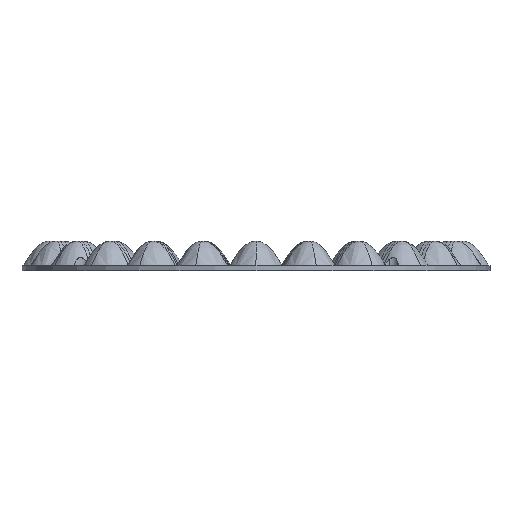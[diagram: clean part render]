
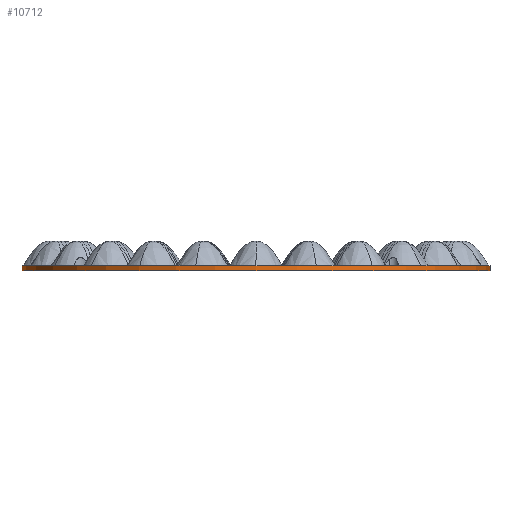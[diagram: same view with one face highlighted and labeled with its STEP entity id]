
A CAD part, front view. The second image highlights one B-rep face of the part: STEP entity #10712.
In plain terms, the highlighted cylindrical face has radius 43 mm (diameter 86 mm), a full revolution.
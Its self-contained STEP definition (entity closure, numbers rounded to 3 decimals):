
#81 = PLANE('',#82);
#82 = AXIS2_PLACEMENT_3D('',#83,#84,#85);
#83 = CARTESIAN_POINT('',(0.,0.,0.));
#84 = DIRECTION('',(0.,0.,1.));
#85 = DIRECTION('',(1.,0.,0.));
#2197 = EDGE_CURVE('',#2198,#2198,#2200,.T.);
#2198 = VERTEX_POINT('',#2199);
#2199 = CARTESIAN_POINT('',(43.,0.,0.));
#2200 = SURFACE_CURVE('',#2201,(#2206,#2213),.PCURVE_S1.);
#2201 = CIRCLE('',#2202,43.);
#2202 = AXIS2_PLACEMENT_3D('',#2203,#2204,#2205);
#2203 = CARTESIAN_POINT('',(0.,0.,0.));
#2204 = DIRECTION('',(0.,0.,1.));
#2205 = DIRECTION('',(1.,0.,0.));
#2206 = PCURVE('',#81,#2207);
#2207 = DEFINITIONAL_REPRESENTATION('',(#2208),#2212);
#2208 = CIRCLE('',#2209,43.);
#2209 = AXIS2_PLACEMENT_2D('',#2210,#2211);
#2210 = CARTESIAN_POINT('',(0.,0.));
#2211 = DIRECTION('',(1.,0.));
#2212 = ( GEOMETRIC_REPRESENTATION_CONTEXT(2) 
PARAMETRIC_REPRESENTATION_CONTEXT() REPRESENTATION_CONTEXT('2D SPACE',''
  ) );
#2213 = PCURVE('',#2214,#2219);
#2214 = CYLINDRICAL_SURFACE('',#2215,43.);
#2215 = AXIS2_PLACEMENT_3D('',#2216,#2217,#2218);
#2216 = CARTESIAN_POINT('',(0.,0.,0.));
#2217 = DIRECTION('',(0.,0.,1.));
#2218 = DIRECTION('',(1.,0.,0.));
#2219 = DEFINITIONAL_REPRESENTATION('',(#2220),#2224);
#2220 = LINE('',#2221,#2222);
#2221 = CARTESIAN_POINT('',(0.,0.));
#2222 = VECTOR('',#2223,1.);
#2223 = DIRECTION('',(1.,0.));
#2224 = ( GEOMETRIC_REPRESENTATION_CONTEXT(2) 
PARAMETRIC_REPRESENTATION_CONTEXT() REPRESENTATION_CONTEXT('2D SPACE',''
  ) );
#10593 = PLANE('',#10594);
#10594 = AXIS2_PLACEMENT_3D('',#10595,#10596,#10597);
#10595 = CARTESIAN_POINT('',(0.,0.,-1.)
  );
#10596 = DIRECTION('',(0.,0.,1.));
#10597 = DIRECTION('',(1.,0.,0.));
#10712 = ADVANCED_FACE('',(#10713),#2214,.T.);
#10713 = FACE_BOUND('',#10714,.T.);
#10714 = EDGE_LOOP('',(#10715,#10738,#10760,#10761));
#10715 = ORIENTED_EDGE('',*,*,#10716,.T.);
#10716 = EDGE_CURVE('',#2198,#10717,#10719,.T.);
#10717 = VERTEX_POINT('',#10718);
#10718 = CARTESIAN_POINT('',(43.,0.,-1.));
#10719 = SEAM_CURVE('',#10720,(#10724,#10731),.PCURVE_S1.);
#10720 = LINE('',#10721,#10722);
#10721 = CARTESIAN_POINT('',(43.,0.,0.));
#10722 = VECTOR('',#10723,1.);
#10723 = DIRECTION('',(-0.,-0.,-1.));
#10724 = PCURVE('',#2214,#10725);
#10725 = DEFINITIONAL_REPRESENTATION('',(#10726),#10730);
#10726 = LINE('',#10727,#10728);
#10727 = CARTESIAN_POINT('',(0.,0.));
#10728 = VECTOR('',#10729,1.);
#10729 = DIRECTION('',(0.,-1.));
#10730 = ( GEOMETRIC_REPRESENTATION_CONTEXT(2) 
PARAMETRIC_REPRESENTATION_CONTEXT() REPRESENTATION_CONTEXT('2D SPACE',''
  ) );
#10731 = PCURVE('',#2214,#10732);
#10732 = DEFINITIONAL_REPRESENTATION('',(#10733),#10737);
#10733 = LINE('',#10734,#10735);
#10734 = CARTESIAN_POINT('',(6.283,0.));
#10735 = VECTOR('',#10736,1.);
#10736 = DIRECTION('',(0.,-1.));
#10737 = ( GEOMETRIC_REPRESENTATION_CONTEXT(2) 
PARAMETRIC_REPRESENTATION_CONTEXT() REPRESENTATION_CONTEXT('2D SPACE',''
  ) );
#10738 = ORIENTED_EDGE('',*,*,#10739,.T.);
#10739 = EDGE_CURVE('',#10717,#10717,#10740,.T.);
#10740 = SURFACE_CURVE('',#10741,(#10746,#10753),.PCURVE_S1.);
#10741 = CIRCLE('',#10742,43.);
#10742 = AXIS2_PLACEMENT_3D('',#10743,#10744,#10745);
#10743 = CARTESIAN_POINT('',(0.,0.,-1.));
#10744 = DIRECTION('',(0.,0.,1.));
#10745 = DIRECTION('',(1.,0.,0.));
#10746 = PCURVE('',#2214,#10747);
#10747 = DEFINITIONAL_REPRESENTATION('',(#10748),#10752);
#10748 = LINE('',#10749,#10750);
#10749 = CARTESIAN_POINT('',(0.,-1.));
#10750 = VECTOR('',#10751,1.);
#10751 = DIRECTION('',(1.,0.));
#10752 = ( GEOMETRIC_REPRESENTATION_CONTEXT(2) 
PARAMETRIC_REPRESENTATION_CONTEXT() REPRESENTATION_CONTEXT('2D SPACE',''
  ) );
#10753 = PCURVE('',#10593,#10754);
#10754 = DEFINITIONAL_REPRESENTATION('',(#10755),#10759);
#10755 = CIRCLE('',#10756,43.);
#10756 = AXIS2_PLACEMENT_2D('',#10757,#10758);
#10757 = CARTESIAN_POINT('',(0.,0.));
#10758 = DIRECTION('',(1.,0.));
#10759 = ( GEOMETRIC_REPRESENTATION_CONTEXT(2) 
PARAMETRIC_REPRESENTATION_CONTEXT() REPRESENTATION_CONTEXT('2D SPACE',''
  ) );
#10760 = ORIENTED_EDGE('',*,*,#10716,.F.);
#10761 = ORIENTED_EDGE('',*,*,#2197,.F.);
